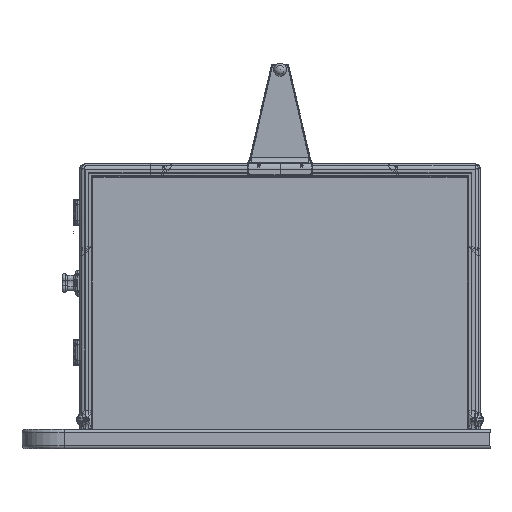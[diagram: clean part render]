
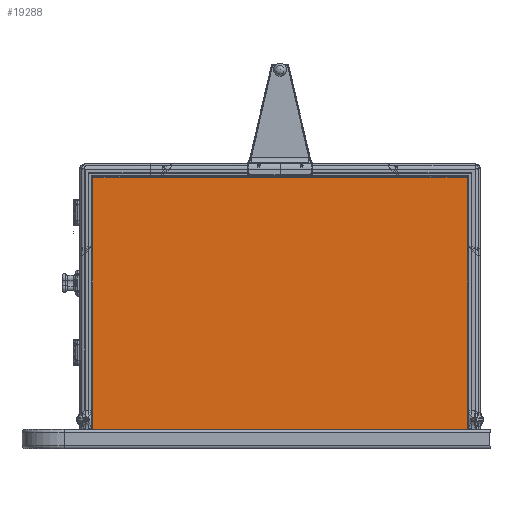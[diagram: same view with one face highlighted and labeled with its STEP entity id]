
A CAD part, left-side view. The second image highlights one B-rep face of the part: STEP entity #19288.
In plain terms, the highlighted planar face has unit normal (-1, 0, 0).
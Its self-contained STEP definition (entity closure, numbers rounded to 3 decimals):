
#2398=FACE_OUTER_BOUND('',#3578,.T.);
#3578=EDGE_LOOP('',(#12930,#12931,#12932,#12933));
#4937=LINE('',#28522,#6482);
#4940=LINE('',#28528,#6485);
#4943=LINE('',#28534,#6488);
#4946=LINE('',#28538,#6491);
#6482=VECTOR('',#22709,10.);
#6485=VECTOR('',#22714,10.);
#6488=VECTOR('',#22719,10.);
#6491=VECTOR('',#22724,10.);
#8023=VERTEX_POINT('',#28519);
#8024=VERTEX_POINT('',#28521);
#8026=VERTEX_POINT('',#28527);
#8028=VERTEX_POINT('',#28533);
#9909=EDGE_CURVE('',#8024,#8023,#4937,.T.);
#9912=EDGE_CURVE('',#8026,#8024,#4940,.T.);
#9915=EDGE_CURVE('',#8028,#8026,#4943,.T.);
#9918=EDGE_CURVE('',#8023,#8028,#4946,.T.);
#12930=ORIENTED_EDGE('',*,*,#9918,.T.);
#12931=ORIENTED_EDGE('',*,*,#9915,.T.);
#12932=ORIENTED_EDGE('',*,*,#9912,.T.);
#12933=ORIENTED_EDGE('',*,*,#9909,.T.);
#18798=PLANE('',#20526);
#19288=ADVANCED_FACE('',(#2398),#18798,.T.);
#20526=AXIS2_PLACEMENT_3D('',#28539,#22725,#22726);
#22709=DIRECTION('',(0.,0.,-1.));
#22714=DIRECTION('',(0.,1.,0.));
#22719=DIRECTION('',(0.,0.,1.));
#22724=DIRECTION('',(0.,-1.,0.));
#22725=DIRECTION('center_axis',(-1.,0.,0.));
#22726=DIRECTION('ref_axis',(0.,0.,1.));
#28519=CARTESIAN_POINT('',(-255.,603.,-200.));
#28521=CARTESIAN_POINT('',(-255.,603.,200.));
#28522=CARTESIAN_POINT('',(-255.,603.,200.));
#28527=CARTESIAN_POINT('',(-255.,3.,200.));
#28528=CARTESIAN_POINT('',(-255.,3.,200.));
#28533=CARTESIAN_POINT('',(-255.,3.,-200.));
#28534=CARTESIAN_POINT('',(-255.,3.,-200.));
#28538=CARTESIAN_POINT('',(-255.,603.,-200.));
#28539=CARTESIAN_POINT('Origin',(-255.,303.,0.));
